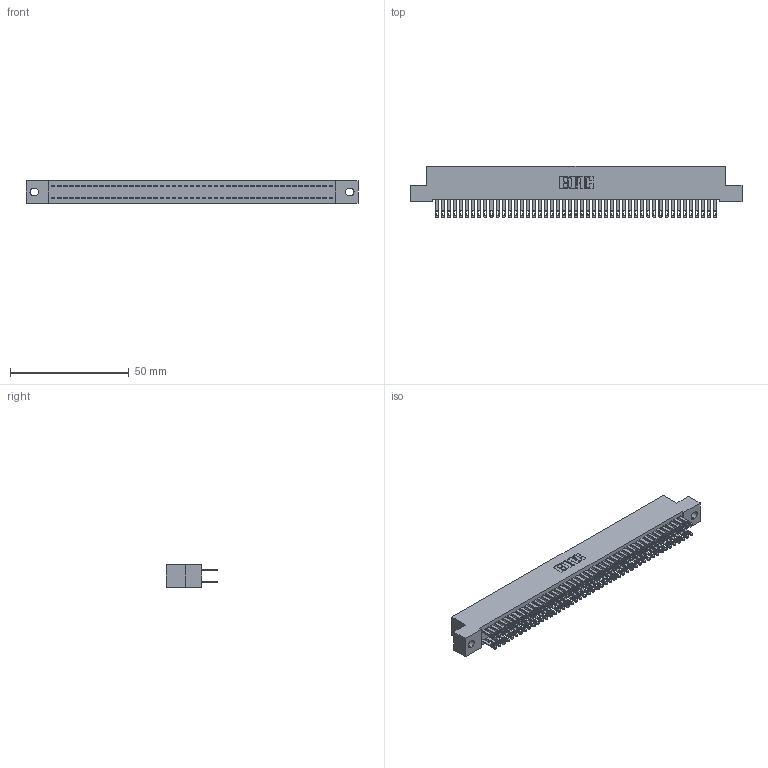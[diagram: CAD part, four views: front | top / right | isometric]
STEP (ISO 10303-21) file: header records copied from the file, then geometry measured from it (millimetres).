
FILE_DESCRIPTION (( 'STEP AP203' ), '1' );
FILE_NAME ('342-094-500-202.STEP', '2018-08-14T02:13:25', ( '' ), ( '' ), 'SwSTEP 2.0', 'SolidWorks 2016', '' );
FILE_SCHEMA (( 'CONFIG_CONTROL_DESIGN' ));
Length unit declared in the file: inch
Products named in the file (3): 342 Part_.128 Slot; 345-292-001_345-293-100; 342-094-500-202
Assembly tree (95 placements, depth 2):
  342-094-500-202
    342 Part_.128 Slot
    345-292-001_345-293-100  x94
Bounding box: 139.7 x 21.85 x 9.4 mm (x, y, z)
Volume: 12810.8 mm3; surface area: 21635.5 mm2
Topology: 95 solids, 95 shells, 4626 faces, 14129 edges, 9418 vertices
Faces by surface type: plane 2890, cylinder 1736
Entity records: 29523 total; most frequent: CARTESIAN_POINT 4886, ORIENTED_EDGE 4822, DIRECTION 4167, EDGE_CURVE 2411, LINE 2279, VECTOR 2279, VERTEX_POINT 1606, AXIS2_PLACEMENT_3D 944
